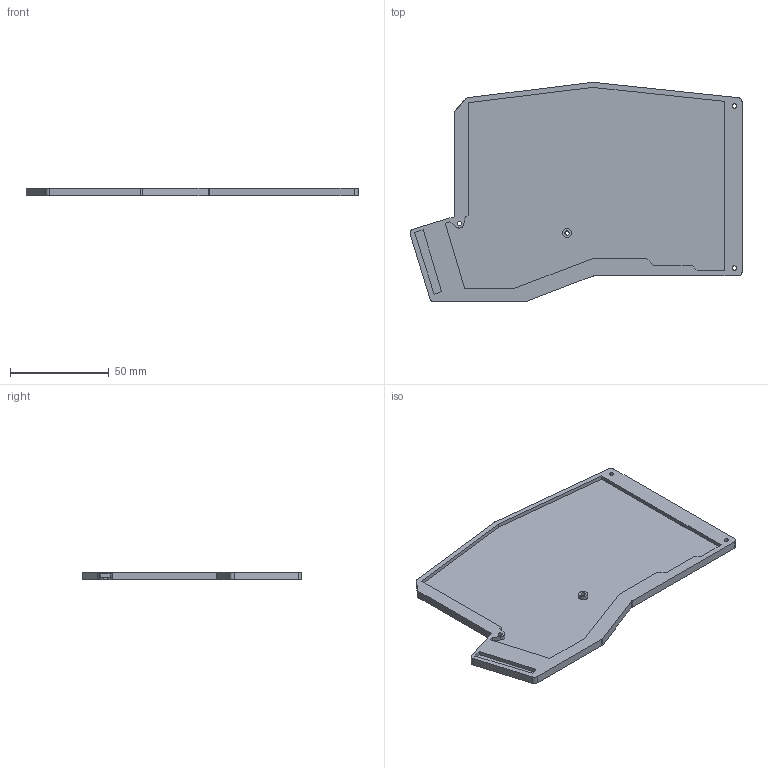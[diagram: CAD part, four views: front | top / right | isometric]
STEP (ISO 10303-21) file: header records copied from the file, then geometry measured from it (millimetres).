
FILE_DESCRIPTION(/* description */ (''),/* implementation_level */ '2;1');
FILE_NAME(/* name */ 'right_case.step',/* time_stamp */ '2025-07-29T14:14:29-05:00',/* author */ (''),/* organization */ (''),/* preprocessor_version */ 'ST-DEVELOPER v20.1',/* originating_system */ 'Autodesk Translation Framework v14.10.0.0',/* authorisation */ '');
FILE_SCHEMA (('AUTOMOTIVE_DESIGN { 1 0 10303 214 3 1 1 }'));
Length unit declared in the file: millimetre
Products named in the file (1): 2025-07-02-18-27-03-943
Bounding box: 168 x 110.99 x 4 mm (x, y, z)
Volume: 35655.4 mm3; surface area: 33901.6 mm2
Topology: 1 solids, 1 shells, 86 faces, 231 edges, 154 vertices
Faces by surface type: plane 72, cylinder 14
Full cylindrical faces by diameter (mm): 2.2 x4, 4.5 x1
Entity records: 2726 total; most frequent: CARTESIAN_POINT 472, ORIENTED_EDGE 462, DIRECTION 433, EDGE_CURVE 231, LINE 203, VECTOR 203, VERTEX_POINT 154, AXIS2_PLACEMENT_3D 115
